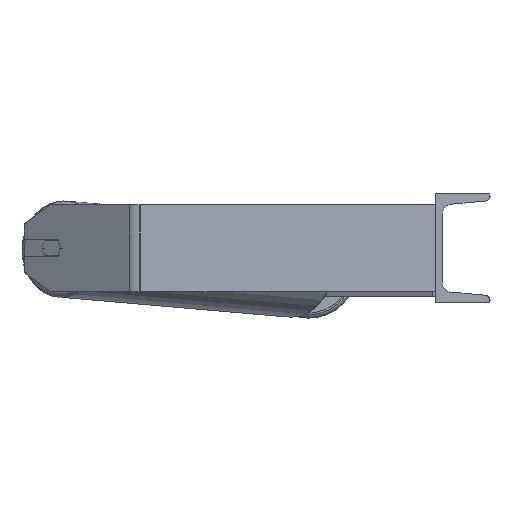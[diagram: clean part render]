
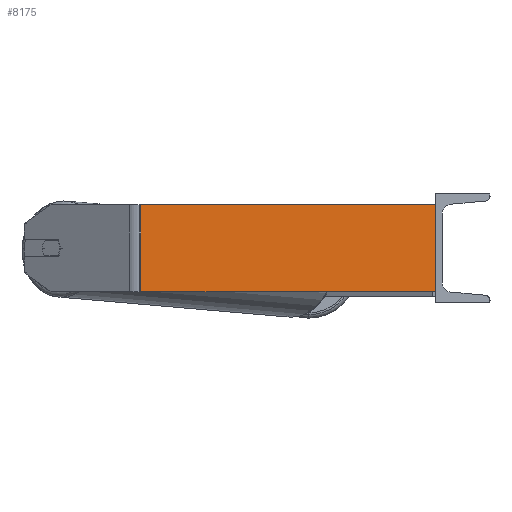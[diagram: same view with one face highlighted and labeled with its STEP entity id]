
A CAD part, left-side view. The second image highlights one B-rep face of the part: STEP entity #8175.
In plain terms, the highlighted planar face has unit normal (-0.996, -0.087, 0).
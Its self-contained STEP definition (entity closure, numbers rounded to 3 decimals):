
#455 = AXIS2_PLACEMENT_3D ( 'NONE', #7177, #5756, #2244 ) ;
#553 = CARTESIAN_POINT ( 'NONE',  ( -608.795, 271.979, -40. ) ) ;
#1102 = CARTESIAN_POINT ( 'NONE',  ( -585., 0., 40. ) ) ;
#1280 = ORIENTED_EDGE ( 'NONE', *, *, #3333, .F. ) ;
#1458 = CARTESIAN_POINT ( 'NONE',  ( -609.303, 277.78, -40. ) ) ;
#1468 = CARTESIAN_POINT ( 'NONE',  ( -608.795, 271.979, 40. ) ) ;
#1821 = CARTESIAN_POINT ( 'NONE',  ( -609.303, 277.78, 40. ) ) ;
#2244 = DIRECTION ( 'NONE',  ( -0.087, 0.996, 0. ) ) ;
#2472 = LINE ( 'NONE', #1821, #8002 ) ;
#2527 = ORIENTED_EDGE ( 'NONE', *, *, #3803, .T. ) ;
#2860 = DIRECTION ( 'NONE',  ( 0., 0., -1. ) ) ;
#2944 = LINE ( 'NONE', #1458, #3889 ) ;
#3333 = EDGE_CURVE ( 'NONE', #7486, #4339, #3432, .T. ) ;
#3432 = LINE ( 'NONE', #6241, #6705 ) ;
#3470 = VERTEX_POINT ( 'NONE', #4921 ) ;
#3803 = EDGE_CURVE ( 'NONE', #3470, #8489, #7105, .T. ) ;
#3889 = VECTOR ( 'NONE', #7830, 1000. ) ;
#4323 = PLANE ( 'NONE',  #455 ) ;
#4339 = VERTEX_POINT ( 'NONE', #8879 ) ;
#4921 = CARTESIAN_POINT ( 'NONE',  ( -608.795, 271.979, 40. ) ) ;
#5347 = DIRECTION ( 'NONE',  ( 0.087, -0.996, 0. ) ) ;
#5594 = ORIENTED_EDGE ( 'NONE', *, *, #9112, .F. ) ;
#5756 = DIRECTION ( 'NONE',  ( 0.996, 0.087, 0. ) ) ;
#6241 = CARTESIAN_POINT ( 'NONE',  ( -585., 0., 40. ) ) ;
#6705 = VECTOR ( 'NONE', #6888, 1000. ) ;
#6775 = ORIENTED_EDGE ( 'NONE', *, *, #8927, .T. ) ;
#6888 = DIRECTION ( 'NONE',  ( 0., 0., -1. ) ) ;
#7105 = LINE ( 'NONE', #1468, #8735 ) ;
#7177 = CARTESIAN_POINT ( 'NONE',  ( -609.303, 277.78, 40. ) ) ;
#7486 = VERTEX_POINT ( 'NONE', #1102 ) ;
#7830 = DIRECTION ( 'NONE',  ( 0.087, -0.996, 0. ) ) ;
#8002 = VECTOR ( 'NONE', #5347, 1000. ) ;
#8175 = ADVANCED_FACE ( 'NONE', ( #8416 ), #4323, .F. ) ;
#8416 = FACE_OUTER_BOUND ( 'NONE', #9046, .T. ) ;
#8489 = VERTEX_POINT ( 'NONE', #553 ) ;
#8735 = VECTOR ( 'NONE', #2860, 1000. ) ;
#8879 = CARTESIAN_POINT ( 'NONE',  ( -585., 0., -40. ) ) ;
#8927 = EDGE_CURVE ( 'NONE', #8489, #4339, #2944, .T. ) ;
#9046 = EDGE_LOOP ( 'NONE', ( #6775, #1280, #5594, #2527 ) ) ;
#9112 = EDGE_CURVE ( 'NONE', #3470, #7486, #2472, .T. ) ;
